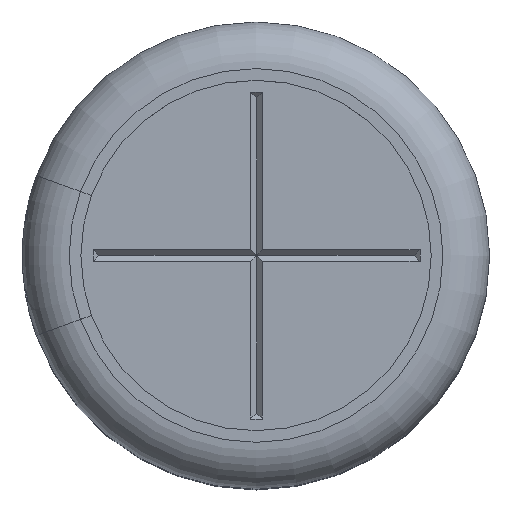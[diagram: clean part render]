
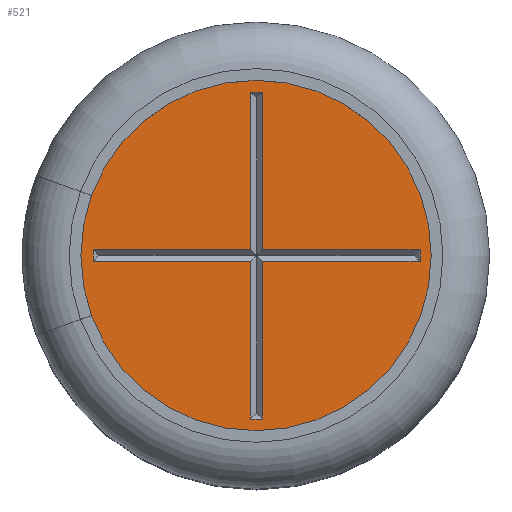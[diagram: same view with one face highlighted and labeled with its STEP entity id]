
A CAD part, top view. The second image highlights one B-rep face of the part: STEP entity #521.
In plain terms, the highlighted planar face has unit normal (0, 0, 1).
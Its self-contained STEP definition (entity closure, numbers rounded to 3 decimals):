
#521=ADVANCED_FACE('',(#1206,#1208),#1210,.T.);
#1206=FACE_BOUND('',#1207,.T.);
#1207=EDGE_LOOP('',(#1782));
#1208=FACE_BOUND('',#1209,.T.);
#1209=EDGE_LOOP('',(#1783,#1784,#1785,#1786,#1787,#1788,#1789,#1790,#1791,#1792,
#1793,#1794));
#1210=PLANE('',#1211);
#1211=AXIS2_PLACEMENT_3D('',#1212,#1213,#1214);
#1212=CARTESIAN_POINT('',(0.,0.,4.9));
#1213=DIRECTION('',(0.,0.,1.));
#1214=DIRECTION('',(1.,0.,0.));
#1782=ORIENTED_EDGE('',*,*,#2070,.T.);
#1783=ORIENTED_EDGE('',*,*,#2107,.T.);
#1784=ORIENTED_EDGE('',*,*,#2108,.T.);
#1785=ORIENTED_EDGE('',*,*,#2109,.T.);
#1786=ORIENTED_EDGE('',*,*,#2110,.T.);
#1787=ORIENTED_EDGE('',*,*,#2111,.T.);
#1788=ORIENTED_EDGE('',*,*,#2112,.T.);
#1789=ORIENTED_EDGE('',*,*,#2113,.T.);
#1790=ORIENTED_EDGE('',*,*,#2114,.T.);
#1791=ORIENTED_EDGE('',*,*,#2115,.T.);
#1792=ORIENTED_EDGE('',*,*,#2116,.T.);
#1793=ORIENTED_EDGE('',*,*,#2117,.T.);
#1794=ORIENTED_EDGE('',*,*,#2118,.T.);
#2070=EDGE_CURVE('',#2401,#2401,#2402,.T.);
#2107=EDGE_CURVE('',#2465,#2466,#2467,.F.);
#2108=EDGE_CURVE('',#2466,#2468,#2469,.F.);
#2109=EDGE_CURVE('',#2468,#2470,#2471,.F.);
#2110=EDGE_CURVE('',#2470,#2472,#2473,.F.);
#2111=EDGE_CURVE('',#2472,#2474,#2475,.F.);
#2112=EDGE_CURVE('',#2474,#2476,#2477,.F.);
#2113=EDGE_CURVE('',#2476,#2478,#2479,.F.);
#2114=EDGE_CURVE('',#2478,#2480,#2481,.F.);
#2115=EDGE_CURVE('',#2480,#2482,#2483,.F.);
#2116=EDGE_CURVE('',#2482,#2484,#2485,.F.);
#2117=EDGE_CURVE('',#2484,#2486,#2487,.F.);
#2118=EDGE_CURVE('',#2486,#2465,#2488,.F.);
#2401=VERTEX_POINT('',#3317);
#2402=CIRCLE('',#3318,1.5);
#2465=VERTEX_POINT('',#3521);
#2466=VERTEX_POINT('',#3522);
#2467=LINE('',#3523,#3524);
#2468=VERTEX_POINT('',#3526);
#2469=LINE('',#3527,#3528);
#2470=VERTEX_POINT('',#3530);
#2471=LINE('',#3531,#3532);
#2472=VERTEX_POINT('',#3534);
#2473=LINE('',#3535,#3536);
#2474=VERTEX_POINT('',#3538);
#2475=LINE('',#3539,#3540);
#2476=VERTEX_POINT('',#3542);
#2477=LINE('',#3543,#3544);
#2478=VERTEX_POINT('',#3546);
#2479=LINE('',#3547,#3548);
#2480=VERTEX_POINT('',#3550);
#2481=LINE('',#3551,#3552);
#2482=VERTEX_POINT('',#3554);
#2483=LINE('',#3555,#3556);
#2484=VERTEX_POINT('',#3558);
#2485=LINE('',#3559,#3560);
#2486=VERTEX_POINT('',#3562);
#2487=LINE('',#3563,#3564);
#2488=LINE('',#3566,#3567);
#3317=CARTESIAN_POINT('',(1.5,0.,4.9));
#3318=AXIS2_PLACEMENT_3D('',#3319,#3320,#3321);
#3319=CARTESIAN_POINT('',(0.,0.,4.9));
#3320=DIRECTION('',(0.,0.,1.));
#3321=DIRECTION('',(1.,0.,0.));
#3521=CARTESIAN_POINT('',(-0.046,-0.05,4.9));
#3522=CARTESIAN_POINT('',(-1.396,-0.05,4.9));
#3523=CARTESIAN_POINT('',(-1.396,-0.05,4.9));
#3524=VECTOR('',#3525,1.);
#3525=DIRECTION('',(1.,0.,0.));
#3526=CARTESIAN_POINT('',(-1.396,0.05,4.9));
#3527=CARTESIAN_POINT('',(-1.396,0.05,4.9));
#3528=VECTOR('',#3529,1.);
#3529=DIRECTION('',(0.,-1.,0.));
#3530=CARTESIAN_POINT('',(-0.046,0.05,4.9));
#3531=CARTESIAN_POINT('',(-0.046,0.05,4.9));
#3532=VECTOR('',#3533,1.);
#3533=DIRECTION('',(-1.,0.,0.));
#3534=CARTESIAN_POINT('',(-0.046,1.4,4.9));
#3535=CARTESIAN_POINT('',(-0.046,1.4,4.9));
#3536=VECTOR('',#3537,1.);
#3537=DIRECTION('',(0.,-1.,0.));
#3538=CARTESIAN_POINT('',(0.054,1.4,4.9));
#3539=CARTESIAN_POINT('',(0.054,1.4,4.9));
#3540=VECTOR('',#3541,1.);
#3541=DIRECTION('',(-1.,0.,0.));
#3542=CARTESIAN_POINT('',(0.054,0.05,4.9));
#3543=CARTESIAN_POINT('',(0.054,0.05,4.9));
#3544=VECTOR('',#3545,1.);
#3545=DIRECTION('',(0.,1.,0.));
#3546=CARTESIAN_POINT('',(1.404,0.05,4.9));
#3547=CARTESIAN_POINT('',(1.404,0.05,4.9));
#3548=VECTOR('',#3549,1.);
#3549=DIRECTION('',(-1.,0.,0.));
#3550=CARTESIAN_POINT('',(1.404,-0.05,4.9));
#3551=CARTESIAN_POINT('',(1.404,-0.05,4.9));
#3552=VECTOR('',#3553,1.);
#3553=DIRECTION('',(0.,1.,0.));
#3554=CARTESIAN_POINT('',(0.054,-0.05,4.9));
#3555=CARTESIAN_POINT('',(0.054,-0.05,4.9));
#3556=VECTOR('',#3557,1.);
#3557=DIRECTION('',(1.,0.,0.));
#3558=CARTESIAN_POINT('',(0.054,-1.4,4.9));
#3559=CARTESIAN_POINT('',(0.054,-1.4,4.9));
#3560=VECTOR('',#3561,1.);
#3561=DIRECTION('',(0.,1.,0.));
#3562=CARTESIAN_POINT('',(-0.046,-1.4,4.9));
#3563=CARTESIAN_POINT('',(-0.046,-1.4,4.9));
#3564=VECTOR('',#3565,1.);
#3565=DIRECTION('',(1.,0.,0.));
#3566=CARTESIAN_POINT('',(-0.046,-0.05,4.9));
#3567=VECTOR('',#3568,1.);
#3568=DIRECTION('',(0.,-1.,0.));
